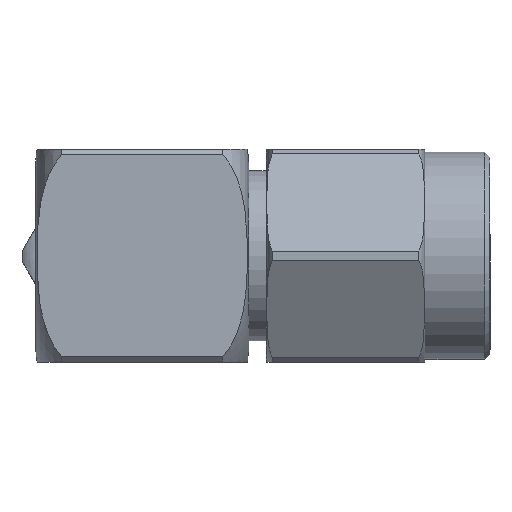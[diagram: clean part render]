
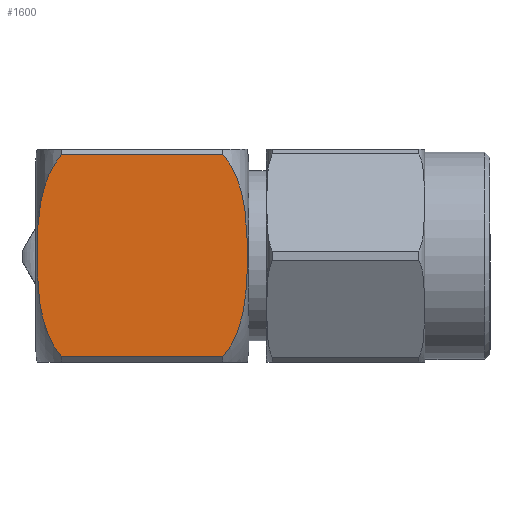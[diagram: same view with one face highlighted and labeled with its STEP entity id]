
A CAD part, top view. The second image highlights one B-rep face of the part: STEP entity #1600.
In plain terms, the highlighted face is planar.
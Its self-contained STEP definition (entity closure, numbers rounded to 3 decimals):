
#112=LINE('',#4228,#148);
#113=LINE('',#4238,#149);
#148=VECTOR('',#2073,1000.);
#149=VECTOR('',#2074,1000.);
#181=PLANE('',#1825);
#409=ORIENTED_EDGE('',*,*,#797,.T.);
#410=ORIENTED_EDGE('',*,*,#798,.T.);
#411=ORIENTED_EDGE('',*,*,#799,.T.);
#412=ORIENTED_EDGE('',*,*,#800,.T.);
#797=EDGE_CURVE('',#989,#990,#1131,.T.);
#798=EDGE_CURVE('',#990,#991,#112,.T.);
#799=EDGE_CURVE('',#991,#992,#1132,.T.);
#800=EDGE_CURVE('',#992,#989,#113,.T.);
#989=VERTEX_POINT('',#4226);
#990=VERTEX_POINT('',#4227);
#991=VERTEX_POINT('',#4229);
#992=VERTEX_POINT('',#4237);
#1131=B_SPLINE_CURVE_WITH_KNOTS('',3,(#4219,#4220,#4221,#4222,#4223,#4224,
#4225),.UNSPECIFIED.,.F.,.F.,(4,1,1,1,4),(0.019,0.021,
0.023,0.025,0.027),.UNSPECIFIED.);
#1132=B_SPLINE_CURVE_WITH_KNOTS('',3,(#4230,#4231,#4232,#4233,#4234,#4235,
#4236),.UNSPECIFIED.,.F.,.F.,(4,1,1,1,4),(0.019,0.021,
0.023,0.025,0.027),.UNSPECIFIED.);
#1186=EDGE_LOOP('',(#409,#410,#411,#412));
#1391=FACE_BOUND('',#1186,.T.);
#1600=ADVANCED_FACE('',(#1391),#181,.T.);
#1825=AXIS2_PLACEMENT_3D('',#4218,#2071,#2072);
#2071=DIRECTION('',(0.,1.,0.));
#2072=DIRECTION('',(0.,0.,1.));
#2073=DIRECTION('',(0.,0.,-1.));
#2074=DIRECTION('',(0.,0.,1.));
#4218=CARTESIAN_POINT('',(4.,4.,-8.));
#4219=CARTESIAN_POINT('',(-3.8,4.,-0.973));
#4220=CARTESIAN_POINT('',(-3.295,4.,-0.53));
#4221=CARTESIAN_POINT('',(-1.984,4.,-0.077));
#4222=CARTESIAN_POINT('',(0.007,4.,-0.03));
#4223=CARTESIAN_POINT('',(2.004,4.,-0.081));
#4224=CARTESIAN_POINT('',(3.299,4.,-0.533));
#4225=CARTESIAN_POINT('',(3.8,4.,-0.973));
#4226=CARTESIAN_POINT('',(-3.8,4.,-0.973));
#4227=CARTESIAN_POINT('',(3.8,4.,-0.973));
#4228=CARTESIAN_POINT('',(3.8,4.,-8.));
#4229=CARTESIAN_POINT('',(3.8,4.,-7.027));
#4230=CARTESIAN_POINT('',(3.8,4.,-7.027));
#4231=CARTESIAN_POINT('',(3.295,4.,-7.47));
#4232=CARTESIAN_POINT('',(1.984,4.,-7.923));
#4233=CARTESIAN_POINT('',(-0.007,4.,-7.97));
#4234=CARTESIAN_POINT('',(-2.004,4.,-7.919));
#4235=CARTESIAN_POINT('',(-3.299,4.,-7.467));
#4236=CARTESIAN_POINT('',(-3.8,4.,-7.027));
#4237=CARTESIAN_POINT('',(-3.8,4.,-7.027));
#4238=CARTESIAN_POINT('',(-3.8,4.,-8.));
